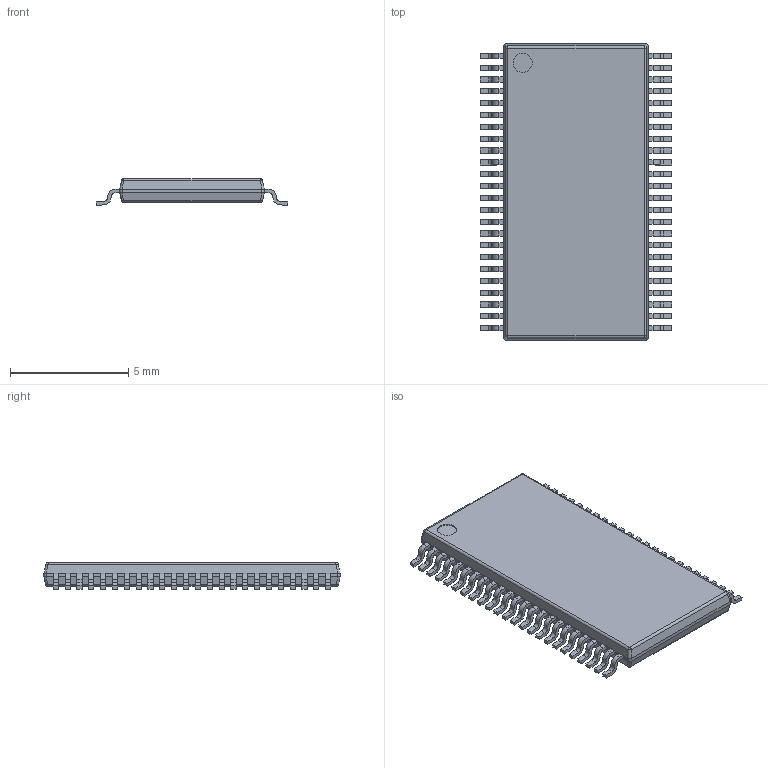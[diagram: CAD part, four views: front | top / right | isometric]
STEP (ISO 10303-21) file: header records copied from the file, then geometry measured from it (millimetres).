
FILE_DESCRIPTION((''),'2;1');
FILE_NAME('DCA0048G_ASM','2017-11-17T15:03:54',('a0412086'),(''),'CREO PARAMETRIC BY PTC INC, 2017260','CREO PARAMETRIC BY PTC INC, 2017260','');
FILE_SCHEMA(('AUTOMOTIVE_DESIGN { 1 0 10303 214 1 1 1 1 }'));
Length unit declared in the file: millimetre
Products named in the file (5): BODY-TSSOP; LEAD-TSSOP; PIN1; DAP; DCA0048G_ASM
Assembly tree (51 placements, depth 2):
  DCA0048G_ASM
    BODY-TSSOP
    LEAD-TSSOP  x48
    PIN1
    DAP
Bounding box: 8.1 x 12.5 x 1.13 mm (x, y, z)
Volume: 76.8 mm3; surface area: 293.8 mm2
Topology: 50 solids, 50 shells, 760 faces, 1950 edges, 1292 vertices
Faces by surface type: plane 538, cylinder 214, sphere 8
Entity records: 4907 total; most frequent: CARTESIAN_POINT 774, DIRECTION 651, ORIENTED_EDGE 516, PRESENTATION_STYLE_ASSIGNMENT 261, STYLED_ITEM 261, CURVE_STYLE 258, EDGE_CURVE 258, AXIS2_PLACEMENT_3D 219
